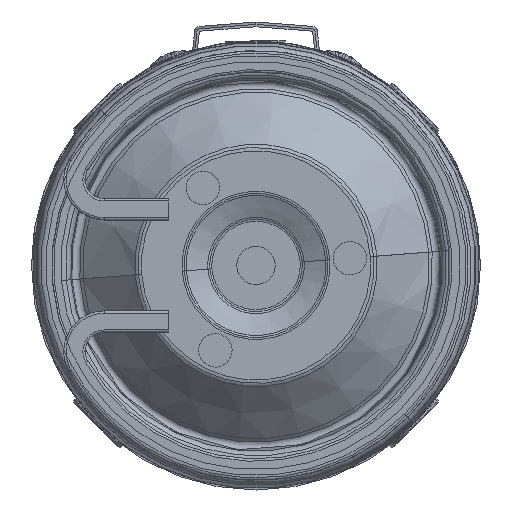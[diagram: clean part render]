
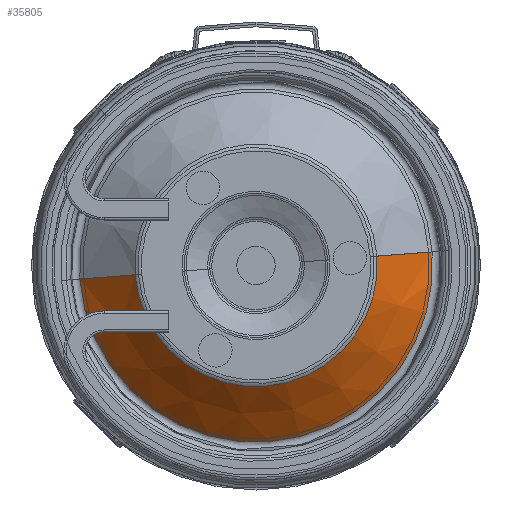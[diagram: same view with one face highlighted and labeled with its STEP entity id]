
A CAD part, front view. The second image highlights one B-rep face of the part: STEP entity #35805.
In plain terms, the highlighted conical face has half-angle 46.546 degrees and reference radius 25.375 mm.
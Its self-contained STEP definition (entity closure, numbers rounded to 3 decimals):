
#460 = DIRECTION ( 'NONE',  ( 0., 1., 0. ) ) ;
#1684 = VECTOR ( 'NONE', #26077, 1000. ) ;
#1734 = ORIENTED_EDGE ( 'NONE', *, *, #2908, .T. ) ;
#1866 = CARTESIAN_POINT ( 'NONE',  ( 0., 0.548, 0. ) ) ;
#1940 = CARTESIAN_POINT ( 'NONE',  ( 0., 0.548, -25.376 ) ) ;
#2908 = EDGE_CURVE ( 'NONE', #3131, #12300, #35918, .T. ) ;
#3131 = VERTEX_POINT ( 'NONE', #38322 ) ;
#3454 = DIRECTION ( 'NONE',  ( 0., 0., 1. ) ) ;
#5872 = DIRECTION ( 'NONE',  ( 0., 1., 0. ) ) ;
#8555 = CONICAL_SURFACE ( 'NONE', #38011, 25.376, 0.812 ) ;
#8877 = CARTESIAN_POINT ( 'NONE',  ( 0., 0.548, 0. ) ) ;
#9237 = CIRCLE ( 'NONE', #20133, 36.962 ) ;
#9624 = CARTESIAN_POINT ( 'NONE',  ( 0., 11.526, 0. ) ) ;
#9756 = AXIS2_PLACEMENT_3D ( 'NONE', #1866, #34709, #38737 ) ;
#10164 = EDGE_CURVE ( 'NONE', #33093, #3131, #15528, .T. ) ;
#12054 = VECTOR ( 'NONE', #38554, 1000. ) ;
#12300 = VERTEX_POINT ( 'NONE', #13370 ) ;
#13370 = CARTESIAN_POINT ( 'NONE',  ( 0., 11.526, 36.962 ) ) ;
#14272 = ORIENTED_EDGE ( 'NONE', *, *, #18713, .F. ) ;
#14317 = CARTESIAN_POINT ( 'NONE',  ( 0., 0.548, 25.376 ) ) ;
#15528 = CIRCLE ( 'NONE', #9756, 25.376 ) ;
#18713 = EDGE_CURVE ( 'NONE', #36601, #12300, #9237, .T. ) ;
#18988 = CARTESIAN_POINT ( 'NONE',  ( 0., 11.526, -36.962 ) ) ;
#19873 = LINE ( 'NONE', #31876, #1684 ) ;
#20133 = AXIS2_PLACEMENT_3D ( 'NONE', #9624, #460, #3454 ) ;
#20996 = ORIENTED_EDGE ( 'NONE', *, *, #10164, .T. ) ;
#21724 = EDGE_CURVE ( 'NONE', #33093, #36601, #19873, .T. ) ;
#26077 = DIRECTION ( 'NONE',  ( 0., 0.688, -0.726 ) ) ;
#29935 = FACE_OUTER_BOUND ( 'NONE', #39146, .T. ) ;
#31876 = CARTESIAN_POINT ( 'NONE',  ( 0., 0.548, -25.376 ) ) ;
#32939 = DIRECTION ( 'NONE',  ( 0., 0., 1. ) ) ;
#33093 = VERTEX_POINT ( 'NONE', #1940 ) ;
#34709 = DIRECTION ( 'NONE',  ( 0., 1., 0. ) ) ;
#35805 = ADVANCED_FACE ( 'NONE', ( #29935 ), #8555, .T. ) ;
#35918 = LINE ( 'NONE', #14317, #12054 ) ;
#36601 = VERTEX_POINT ( 'NONE', #18988 ) ;
#38011 = AXIS2_PLACEMENT_3D ( 'NONE', #8877, #5872, #32939 ) ;
#38322 = CARTESIAN_POINT ( 'NONE',  ( 0., 0.548, 25.376 ) ) ;
#38554 = DIRECTION ( 'NONE',  ( 0., 0.688, 0.726 ) ) ;
#38737 = DIRECTION ( 'NONE',  ( 0., 0., 1. ) ) ;
#39126 = ORIENTED_EDGE ( 'NONE', *, *, #21724, .F. ) ;
#39146 = EDGE_LOOP ( 'NONE', ( #39126, #20996, #1734, #14272 ) ) ;
